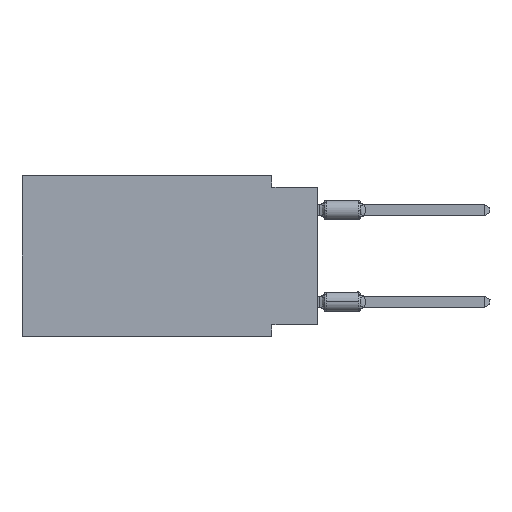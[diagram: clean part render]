
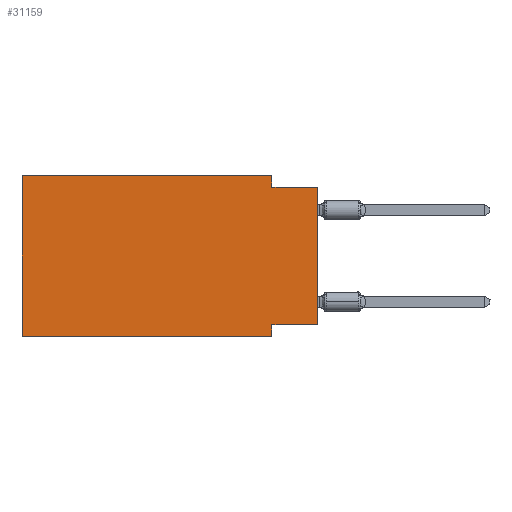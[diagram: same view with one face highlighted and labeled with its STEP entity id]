
A CAD part, left-side view. The second image highlights one B-rep face of the part: STEP entity #31159.
In plain terms, the highlighted planar face has unit normal (-1, 0, 0).
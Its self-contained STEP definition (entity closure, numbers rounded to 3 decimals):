
#1811 = DIRECTION ( 'NONE',  ( 0., -1., 0. ) ) ;
#4109 = CARTESIAN_POINT ( 'NONE',  ( 0., 0., -8.255 ) ) ;
#4146 = ORIENTED_EDGE ( 'NONE', *, *, #54656, .F. ) ;
#6347 = ORIENTED_EDGE ( 'NONE', *, *, #10642, .F. ) ;
#6799 = VERTEX_POINT ( 'NONE', #58904 ) ;
#8214 = CARTESIAN_POINT ( 'NONE',  ( 0., 16.383, -8.89 ) ) ;
#8782 = CARTESIAN_POINT ( 'NONE',  ( 0., 2.54, -8.89 ) ) ;
#9543 = CARTESIAN_POINT ( 'NONE',  ( 0., 16.383, 0. ) ) ;
#9718 = CARTESIAN_POINT ( 'NONE',  ( 0., 16.383, 0. ) ) ;
#9955 = CARTESIAN_POINT ( 'NONE',  ( 0., 0., -8.255 ) ) ;
#10383 = VECTOR ( 'NONE', #17685, 1000. ) ;
#10478 = ORIENTED_EDGE ( 'NONE', *, *, #46122, .F. ) ;
#10642 = EDGE_CURVE ( 'NONE', #14677, #42324, #63038, .T. ) ;
#10687 = CARTESIAN_POINT ( 'NONE',  ( 0., 16.383, 0. ) ) ;
#11990 = VECTOR ( 'NONE', #1811, 1000. ) ;
#12251 = DIRECTION ( 'NONE',  ( 1., 0., 0. ) ) ;
#14443 = ORIENTED_EDGE ( 'NONE', *, *, #37598, .T. ) ;
#14677 = VERTEX_POINT ( 'NONE', #10687 ) ;
#14800 = LINE ( 'NONE', #4109, #20894 ) ;
#17332 = LINE ( 'NONE', #28034, #10383 ) ;
#17685 = DIRECTION ( 'NONE',  ( 0., 0., 1. ) ) ;
#18171 = CARTESIAN_POINT ( 'NONE',  ( 0., 2.54, -8.255 ) ) ;
#19453 = DIRECTION ( 'NONE',  ( 0., 1., 0. ) ) ;
#20894 = VECTOR ( 'NONE', #19453, 1000. ) ;
#21129 = LINE ( 'NONE', #9718, #21844 ) ;
#21844 = VECTOR ( 'NONE', #26470, 1000. ) ;
#23627 = EDGE_CURVE ( 'NONE', #42324, #36872, #65274, .T. ) ;
#23894 = VERTEX_POINT ( 'NONE', #18171 ) ;
#25309 = AXIS2_PLACEMENT_3D ( 'NONE', #28642, #12251, #34695 ) ;
#25590 = DIRECTION ( 'NONE',  ( 0., -1., 0. ) ) ;
#25859 = LINE ( 'NONE', #43295, #61759 ) ;
#26470 = DIRECTION ( 'NONE',  ( 0., 0., 1. ) ) ;
#28034 = CARTESIAN_POINT ( 'NONE',  ( 0., 0., 0. ) ) ;
#28642 = CARTESIAN_POINT ( 'NONE',  ( 0., 16.383, 0. ) ) ;
#30818 = DIRECTION ( 'NONE',  ( 0., 0., -1. ) ) ;
#31159 = ADVANCED_FACE ( 'NONE', ( #61078 ), #40022, .F. ) ;
#32485 = CARTESIAN_POINT ( 'NONE',  ( 0., 2.54, 0. ) ) ;
#34695 = DIRECTION ( 'NONE',  ( 0., 0., -1. ) ) ;
#36171 = CARTESIAN_POINT ( 'NONE',  ( 0., 2.54, -8.89 ) ) ;
#36872 = VERTEX_POINT ( 'NONE', #39323 ) ;
#37598 = EDGE_CURVE ( 'NONE', #6799, #64896, #39575, .T. ) ;
#38841 = ORIENTED_EDGE ( 'NONE', *, *, #23627, .F. ) ;
#39323 = CARTESIAN_POINT ( 'NONE',  ( 0., 2.54, -0.635 ) ) ;
#39575 = LINE ( 'NONE', #8214, #11990 ) ;
#40022 = PLANE ( 'NONE',  #25309 ) ;
#42324 = VERTEX_POINT ( 'NONE', #45636 ) ;
#43295 = CARTESIAN_POINT ( 'NONE',  ( 0., 0., -0.635 ) ) ;
#45033 = EDGE_CURVE ( 'NONE', #36872, #56755, #25859, .T. ) ;
#45636 = CARTESIAN_POINT ( 'NONE',  ( 0., 2.54, 0. ) ) ;
#46122 = EDGE_CURVE ( 'NONE', #52201, #23894, #14800, .T. ) ;
#50603 = CARTESIAN_POINT ( 'NONE',  ( 0., 0., -0.635 ) ) ;
#52201 = VERTEX_POINT ( 'NONE', #9955 ) ;
#53979 = EDGE_CURVE ( 'NONE', #52201, #56755, #17332, .T. ) ;
#54248 = EDGE_CURVE ( 'NONE', #23894, #64896, #58970, .T. ) ;
#54484 = VECTOR ( 'NONE', #25590, 1000. ) ;
#54656 = EDGE_CURVE ( 'NONE', #6799, #14677, #21129, .T. ) ;
#54785 = VECTOR ( 'NONE', #30818, 1000. ) ;
#55569 = ORIENTED_EDGE ( 'NONE', *, *, #45033, .F. ) ;
#56755 = VERTEX_POINT ( 'NONE', #50603 ) ;
#58904 = CARTESIAN_POINT ( 'NONE',  ( 0., 16.383, -8.89 ) ) ;
#58970 = LINE ( 'NONE', #36171, #54785 ) ;
#58992 = DIRECTION ( 'NONE',  ( 0., -1., 0. ) ) ;
#59686 = EDGE_LOOP ( 'NONE', ( #66501, #55569, #38841, #6347, #4146, #14443, #66738, #10478 ) ) ;
#61078 = FACE_OUTER_BOUND ( 'NONE', #59686, .T. ) ;
#61759 = VECTOR ( 'NONE', #58992, 1000. ) ;
#63038 = LINE ( 'NONE', #9543, #54484 ) ;
#64896 = VERTEX_POINT ( 'NONE', #8782 ) ;
#64909 = DIRECTION ( 'NONE',  ( 0., 0., -1. ) ) ;
#65274 = LINE ( 'NONE', #32485, #70121 ) ;
#66501 = ORIENTED_EDGE ( 'NONE', *, *, #53979, .T. ) ;
#66738 = ORIENTED_EDGE ( 'NONE', *, *, #54248, .F. ) ;
#70121 = VECTOR ( 'NONE', #64909, 1000. ) ;
